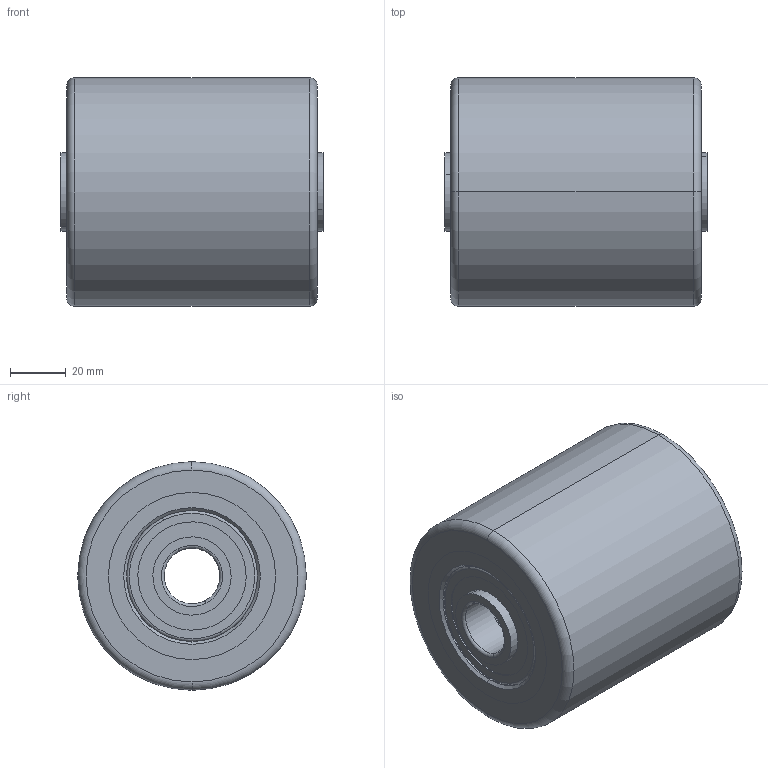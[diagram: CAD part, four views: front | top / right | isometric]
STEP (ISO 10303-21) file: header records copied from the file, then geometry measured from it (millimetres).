
FILE_DESCRIPTION (( 'STEP AP214' ), '1' );
FILE_NAME ('0012381_PUHS-082-90-K20-EL94.STEP', '2016-12-01T09:01:37', ( '' ), ( '' ), 'SwSTEP 2.0', 'SolidWorks 2016', '' );
FILE_SCHEMA (( 'AUTOMOTIVE_DESIGN' ));
Length unit declared in the file: millimetre
Products named in the file (1): 0012381_PUHS-082-90-K20-EL94
Bounding box: 94 x 82 x 82 mm (x, y, z)
Surface area: 82428.5 mm2 (no closed solid volume)
Topology: 0 solids, 9 shells, 56 faces, 128 edges, 82 vertices
Faces by surface type: cylinder 26, torus 16, plane 10, cone 4
Entity records: 2249 total; most frequent: DIRECTION 340, CARTESIAN_POINT 267, ORIENTED_EDGE 224, AXIS2_PLACEMENT_3D 155, EDGE_CURVE 128, CIRCLE 98, VERTEX_POINT 82, EDGE_LOOP 66
